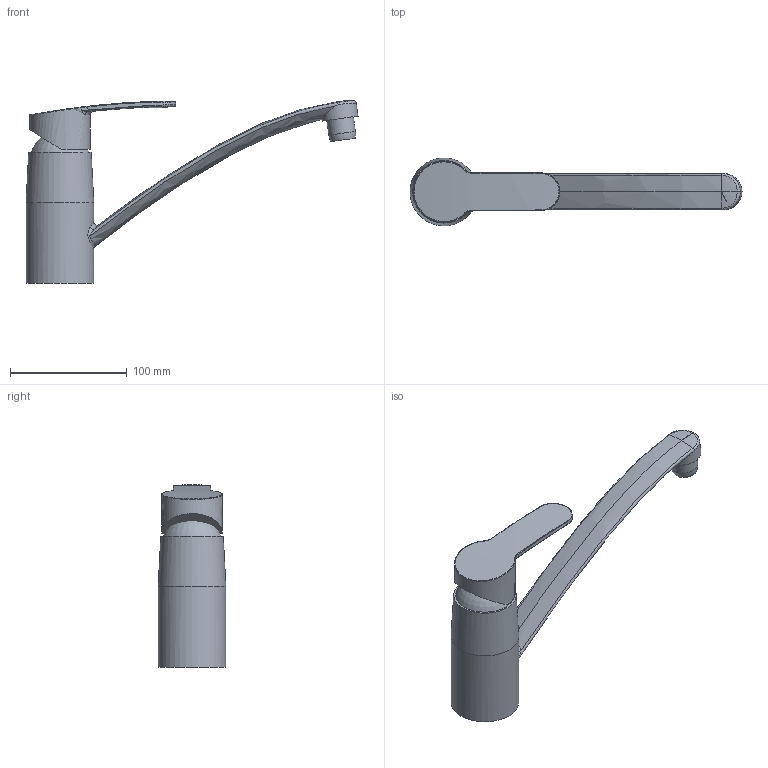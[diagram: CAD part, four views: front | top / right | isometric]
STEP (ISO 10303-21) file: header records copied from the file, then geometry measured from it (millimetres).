
FILE_DESCRIPTION(/* description */ ('Unknown'),/* implementation_level */ '2;1');
FILE_NAME(/* name */ '33977002',/* time_stamp */ '2022-09-08T14:48:20+02:00',/* author */ ('Unknown'),/* organization */ ('GROHE AG'),/* preprocessor_version */ 'ST-DEVELOPER v16.7',/* originating_system */ 'DEX',/* authorisation */ $);
FILE_SCHEMA (('AP242_MANAGED_MODEL_BASED_3D_ENGINEERING_MIM_LF { 1 0 10303 442 1 1 4 }','AUTOMOTIVE_DESIGN {1 0 10303 214 3 1 1}'));
Length unit declared in the file: millimetre
Products named in the file (3): 33977002; id11; 100216_EuroStyleCosmo_Lever46mm_0_Lob
Assembly tree (2 placements, depth 2):
  33977002
    id11
    100216_EuroStyleCosmo_Lever46mm_0_Lob
Bounding box: 283.9 x 58 x 156.49 mm (x, y, z)
Surface area: 60184.4 mm2 (no closed solid volume)
Topology: 0 solids, 4 shells, 45 faces, 106 edges, 59 vertices
Faces by surface type: bspline 32, plane 6, cylinder 4, torus 3
Full cylindrical faces by diameter (mm): 23 x1, 58 x1
Entity records: 2844 total; most frequent: CARTESIAN_POINT 2056, ORIENTED_EDGE 166, EDGE_CURVE 91, DIRECTION 79, B_SPLINE_CURVE_WITH_KNOTS 67, VERTEX_POINT 56, EDGE_LOOP 52, FACE_BOUND 52
